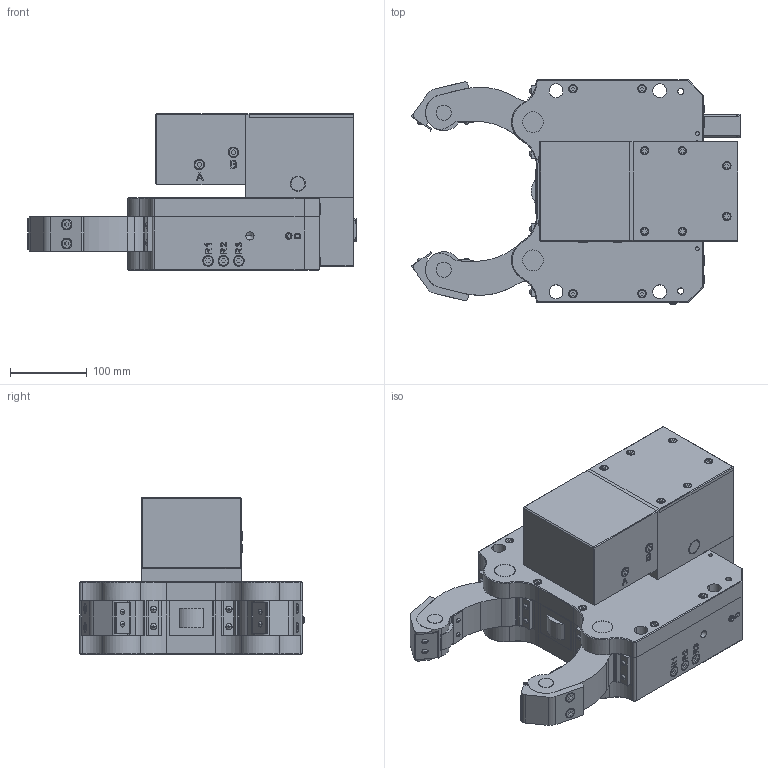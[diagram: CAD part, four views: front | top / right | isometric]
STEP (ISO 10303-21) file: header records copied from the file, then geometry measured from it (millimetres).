
FILE_DESCRIPTION (( 'STEP AP203' ), '1' );
FILE_NAME ('CF-SRB-03.STEP', '2024-05-27T01:18:22', ( '' ), ( '' ), 'SwSTEP 2.0', 'SolidWorks 2020', '' );
FILE_SCHEMA (( 'CONFIG_CONTROL_DESIGN' ));
Length unit declared in the file: millimetre
Products named in the file (1): CF-SRB-03
Bounding box: 428.34 x 292 x 204.51 mm (x, y, z)
Volume: 10678826 mm3; surface area: 828009.2 mm2
Topology: 80 solids, 80 shells, 1561 faces, 3734 edges, 2415 vertices
Faces by surface type: plane 965, cylinder 280, cone 170, bspline 114, sphere 32
Entity records: 45580 total; most frequent: CARTESIAN_POINT 9316, ORIENTED_EDGE 7424, DIRECTION 7277, EDGE_CURVE 3712, VECTOR 2573, LINE 2573, VERTEX_POINT 2415, AXIS2_PLACEMENT_3D 2352
